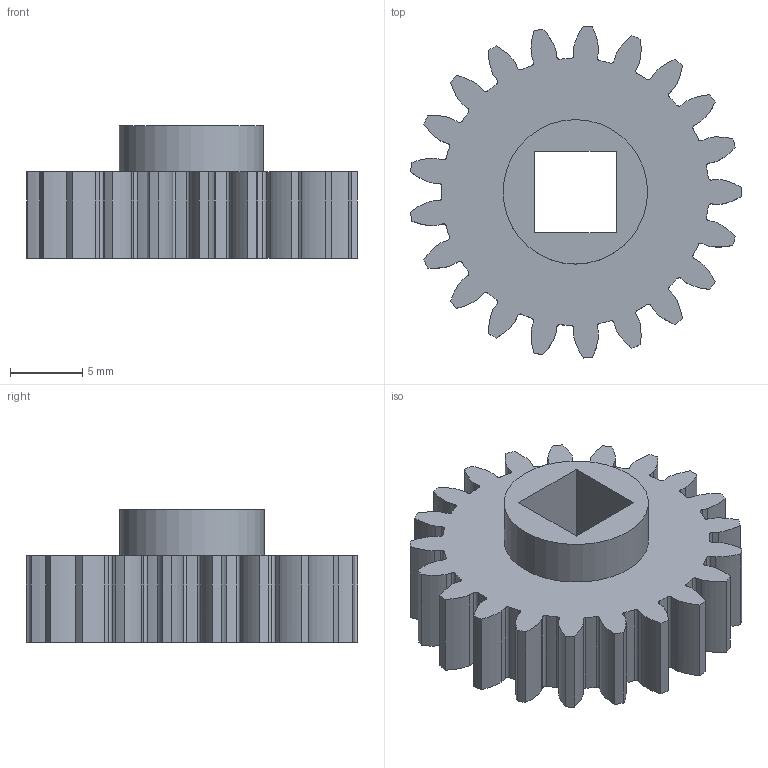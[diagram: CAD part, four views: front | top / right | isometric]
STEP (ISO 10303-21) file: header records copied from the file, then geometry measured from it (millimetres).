
FILE_DESCRIPTION(/* description */ (''),/* implementation_level */ '2;1');
FILE_NAME(/* name */ 'engranajeRodilloInterno.step',/* time_stamp */ '2024-01-30T23:39:36+01:00',/* author */ (''),/* organization */ (''),/* preprocessor_version */ 'ST-DEVELOPER v20',/* originating_system */ 'Autodesk Translation Framework v12.14.0.127',/* authorisation */ '');
FILE_SCHEMA (('AUTOMOTIVE_DESIGN { 1 0 10303 214 3 1 1 }'));
Length unit declared in the file: millimetre
Products named in the file (2): EngranajeRodilloInterno; Spur Gear (21 teeth)
Assembly tree (1 placements, depth 2):
  EngranajeRodilloInterno
    Spur Gear (21 teeth)
Bounding box: 22.91 x 22.97 x 9.2 mm (x, y, z)
Volume: 1975.7 mm3; surface area: 1724.2 mm2
Topology: 1 solids, 1 shells, 177 faces, 520 edges, 347 vertices
Faces by surface type: cylinder 85, plane 50, bspline 42
Full cylindrical faces by diameter (mm): 10 x1
Entity records: 17309 total; most frequent: CARTESIAN_POINT 12744, ORIENTED_EDGE 1040, DIRECTION 883, EDGE_CURVE 520, VERTEX_POINT 347, AXIS2_PLACEMENT_3D 309, LINE 265, VECTOR 265
